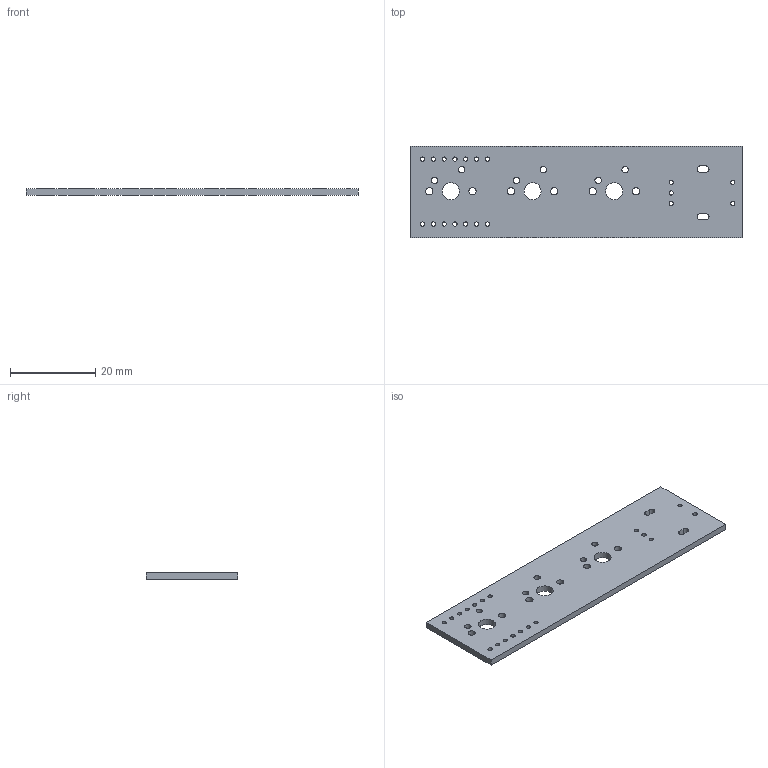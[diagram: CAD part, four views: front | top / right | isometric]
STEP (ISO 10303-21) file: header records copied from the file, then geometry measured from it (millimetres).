
FILE_DESCRIPTION(('KiCad electronic assembly'),'2;1');
FILE_NAME('ion.step','2026-02-23T17:55:24',('Pcbnew'),('Kicad'), 'Open CASCADE STEP processor 7.9','KiCad to STEP converter','Unknown' );
FILE_SCHEMA(('AUTOMOTIVE_DESIGN { 1 0 10303 214 1 1 1 1 }'));
Length unit declared in the file: millimetre
Products named in the file (2): ion 1; ion_PCB
Assembly tree (1 placements, depth 2):
  ion 1
    ion_PCB
Bounding box: 78 x 21.55 x 1.51 mm (x, y, z)
Volume: 2410.9 mm3; surface area: 3754.1 mm2
Topology: 1 solids, 1 shells, 48 faces, 138 edges, 92 vertices
Faces by surface type: cylinder 38, plane 10
Full cylindrical faces by diameter (mm): 1 x19, 1.5 x6, 1.7 x6, 4 x3
Entity records: 1799 total; most frequent: DIRECTION 314, CARTESIAN_POINT 280, ORIENTED_EDGE 276, EDGE_CURVE 138, AXIS2_PLACEMENT_3D 126, FACE_BOUND 120, EDGE_LOOP 120, VERTEX_POINT 92
